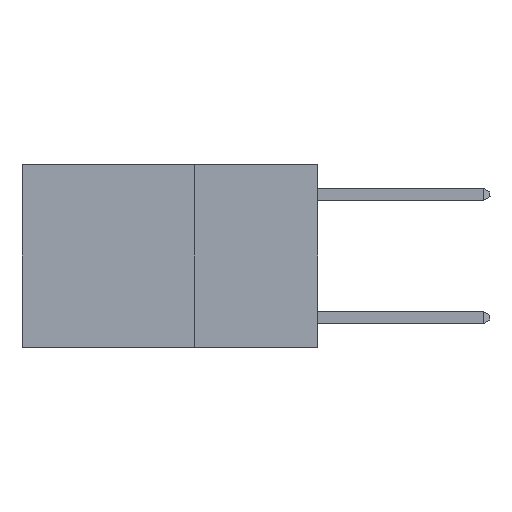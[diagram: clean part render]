
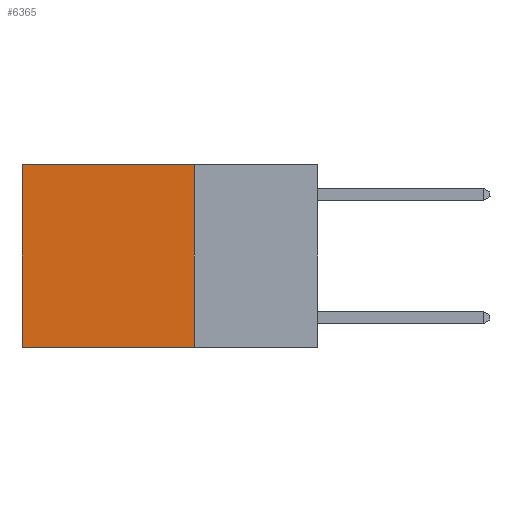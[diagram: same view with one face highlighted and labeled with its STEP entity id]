
A CAD part, left-side view. The second image highlights one B-rep face of the part: STEP entity #6365.
In plain terms, the highlighted planar face has unit normal (-1, 0, 0).
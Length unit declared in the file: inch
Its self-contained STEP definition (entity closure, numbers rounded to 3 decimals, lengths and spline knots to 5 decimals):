
#22 = DIRECTION ( 'NONE',  ( 0., 1., 0. ) ) ;
#101 = EDGE_CURVE ( 'NONE', #9973, #3248, #3964, .T. ) ;
#102 = PLANE ( 'NONE',  #5435 ) ;
#218 = EDGE_CURVE ( 'NONE', #8621, #9973, #964, .T. ) ;
#612 = CARTESIAN_POINT ( 'NONE',  ( 0.2625, 0.6, -0.37 ) ) ;
#852 = EDGE_CURVE ( 'NONE', #6300, #3248, #9110, .T. ) ;
#964 = LINE ( 'NONE', #6047, #7574 ) ;
#1251 = CARTESIAN_POINT ( 'NONE',  ( 0.2625, 0.25, 0. ) ) ;
#1391 = CARTESIAN_POINT ( 'NONE',  ( 0.2625, 0.25, 0. ) ) ;
#1837 = CARTESIAN_POINT ( 'NONE',  ( 0.2625, 0.25, 0. ) ) ;
#2387 = CARTESIAN_POINT ( 'NONE',  ( 0.2625, 0.6, 0. ) ) ;
#2674 = DIRECTION ( 'NONE',  ( 0., 0., -1. ) ) ;
#3037 = CARTESIAN_POINT ( 'NONE',  ( 0.2625, 0.25, -0.37 ) ) ;
#3248 = VERTEX_POINT ( 'NONE', #612 ) ;
#3964 = LINE ( 'NONE', #6179, #6008 ) ;
#4264 = LINE ( 'NONE', #1251, #6670 ) ;
#4459 = VECTOR ( 'NONE', #5303, 39.37008 ) ;
#4667 = DIRECTION ( 'NONE',  ( 0., 0., -1. ) ) ;
#5303 = DIRECTION ( 'NONE',  ( 0., 0., -1. ) ) ;
#5435 = AXIS2_PLACEMENT_3D ( 'NONE', #1837, #7865, #2674 ) ;
#5660 = FACE_OUTER_BOUND ( 'NONE', #6900, .T. ) ;
#6008 = VECTOR ( 'NONE', #22, 39.37008 ) ;
#6047 = CARTESIAN_POINT ( 'NONE',  ( 0.2625, 0.25, 0. ) ) ;
#6179 = CARTESIAN_POINT ( 'NONE',  ( 0.2625, 0.25, -0.37 ) ) ;
#6300 = VERTEX_POINT ( 'NONE', #6851 ) ;
#6365 = ADVANCED_FACE ( 'NONE', ( #5660 ), #102, .F. ) ;
#6670 = VECTOR ( 'NONE', #9749, 39.37008 ) ;
#6712 = ORIENTED_EDGE ( 'NONE', *, *, #852, .T. ) ;
#6851 = CARTESIAN_POINT ( 'NONE',  ( 0.2625, 0.6, 0. ) ) ;
#6858 = ORIENTED_EDGE ( 'NONE', *, *, #101, .F. ) ;
#6900 = EDGE_LOOP ( 'NONE', ( #6712, #6858, #7002, #7214 ) ) ;
#7002 = ORIENTED_EDGE ( 'NONE', *, *, #218, .F. ) ;
#7214 = ORIENTED_EDGE ( 'NONE', *, *, #8439, .T. ) ;
#7574 = VECTOR ( 'NONE', #4667, 39.37008 ) ;
#7865 = DIRECTION ( 'NONE',  ( 1., 0., 0. ) ) ;
#8439 = EDGE_CURVE ( 'NONE', #8621, #6300, #4264, .T. ) ;
#8621 = VERTEX_POINT ( 'NONE', #1391 ) ;
#9110 = LINE ( 'NONE', #2387, #4459 ) ;
#9749 = DIRECTION ( 'NONE',  ( 0., 1., 0. ) ) ;
#9973 = VERTEX_POINT ( 'NONE', #3037 ) ;
